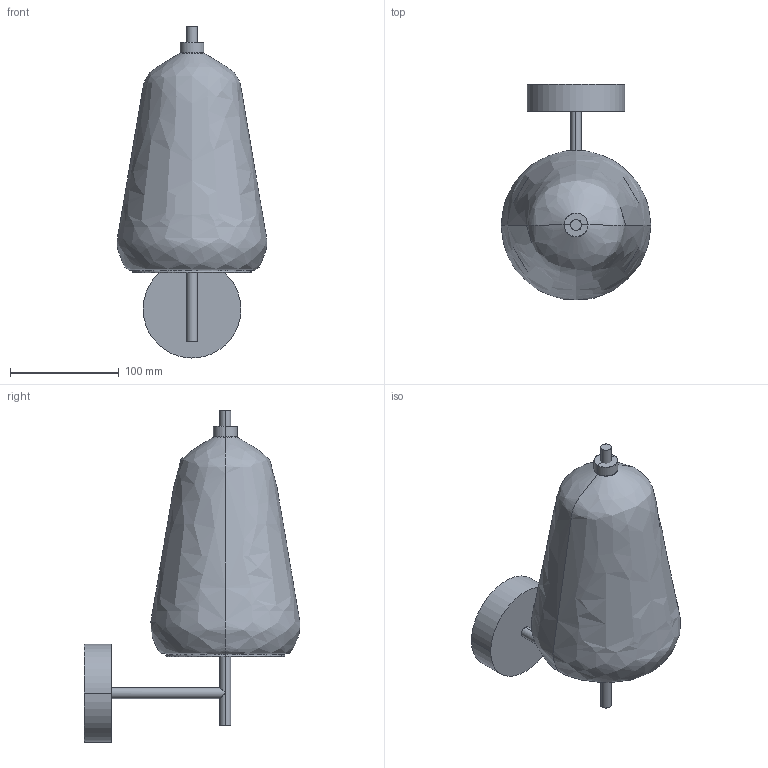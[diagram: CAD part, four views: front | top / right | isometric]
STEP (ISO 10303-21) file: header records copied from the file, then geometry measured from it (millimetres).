
FILE_DESCRIPTION(/* description */ (''),/* implementation_level */ '2;1');
FILE_NAME(/* name */ 'KIT.M.4_X-RAY',/* time_stamp */ '2024-04-09T17:24:57+02:00',/* author */ (''),/* organization */ (''),/* preprocessor_version */ 'ST-DEVELOPER v16.5',/* originating_system */ 'Rhino 7.15',/* authorisation */ '');
FILE_SCHEMA (('CONFIG_CONTROL_DESIGN'));
Length unit declared in the file: millimetre
Products named in the file (1): Document
Bounding box: 137.99 x 198.66 x 305.55 mm (x, y, z)
Volume: 164961.6 mm3; surface area: 258978.5 mm2
Topology: 3 solids, 8 shells, 51 faces, 110 edges, 61 vertices
Faces by surface type: bspline 32, cylinder 14, plane 5
Entity records: 2045 total; most frequent: CARTESIAN_POINT 1337, ORIENTED_EDGE 190, EDGE_CURVE 104, VERTEX_POINT 61, ADVANCED_FACE 51, FACE_OUTER_BOUND 51, EDGE_LOOP 51, B_SPLINE_CURVE_WITH_KNOTS 32
